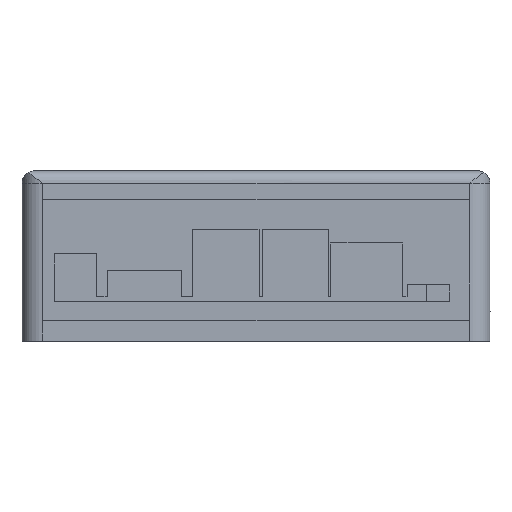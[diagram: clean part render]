
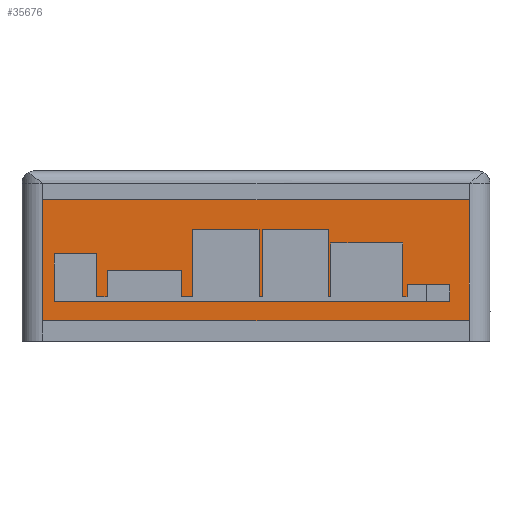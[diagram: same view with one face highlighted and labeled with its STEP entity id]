
A CAD part, front view. The second image highlights one B-rep face of the part: STEP entity #35676.
In plain terms, the highlighted planar face has unit normal (0, -1, 0).
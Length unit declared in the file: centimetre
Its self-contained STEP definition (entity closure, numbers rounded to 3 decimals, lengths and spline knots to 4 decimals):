
#73=FACE_BOUND('',#4185,.T.);
#603=PLANE('',#37447);
#2395=FACE_OUTER_BOUND('',#4184,.T.);
#4184=EDGE_LOOP('',(#25707,#25708,#25709,#25710));
#4185=EDGE_LOOP('',(#25711,#25712,#25713,#25714,#25715,#25716,#25717,#25718,
#25719,#25720,#25721,#25722,#25723,#25724,#25725,#25726,#25727,#25728,#25729,
#25730,#25731,#25732,#25733,#25734));
#6795=LINE('',#48945,#11868);
#6800=LINE('',#48954,#11873);
#6803=LINE('',#48961,#11876);
#6805=LINE('',#48965,#11878);
#6806=LINE('',#48969,#11879);
#6807=LINE('',#48971,#11880);
#6808=LINE('',#48973,#11881);
#6809=LINE('',#48975,#11882);
#6810=LINE('',#48977,#11883);
#6811=LINE('',#48979,#11884);
#6812=LINE('',#48981,#11885);
#6813=LINE('',#48983,#11886);
#6814=LINE('',#48985,#11887);
#6815=LINE('',#48987,#11888);
#6816=LINE('',#48989,#11889);
#6817=LINE('',#48991,#11890);
#6818=LINE('',#48993,#11891);
#6819=LINE('',#48995,#11892);
#6820=LINE('',#48997,#11893);
#6821=LINE('',#48999,#11894);
#6822=LINE('',#49001,#11895);
#6823=LINE('',#49003,#11896);
#6824=LINE('',#49005,#11897);
#6825=LINE('',#49007,#11898);
#6826=LINE('',#49009,#11899);
#6827=LINE('',#49011,#11900);
#6828=LINE('',#49013,#11901);
#6829=LINE('',#49014,#11902);
#11868=VECTOR('',#39733,1.);
#11873=VECTOR('',#39740,1.);
#11876=VECTOR('',#39745,1.);
#11878=VECTOR('',#39751,1.);
#11879=VECTOR('',#39754,1.);
#11880=VECTOR('',#39755,1.);
#11881=VECTOR('',#39756,1.);
#11882=VECTOR('',#39757,1.);
#11883=VECTOR('',#39758,1.);
#11884=VECTOR('',#39759,1.);
#11885=VECTOR('',#39760,1.);
#11886=VECTOR('',#39761,1.);
#11887=VECTOR('',#39762,1.);
#11888=VECTOR('',#39763,1.);
#11889=VECTOR('',#39764,1.);
#11890=VECTOR('',#39765,1.);
#11891=VECTOR('',#39766,1.);
#11892=VECTOR('',#39767,1.);
#11893=VECTOR('',#39768,1.);
#11894=VECTOR('',#39769,1.);
#11895=VECTOR('',#39770,1.);
#11896=VECTOR('',#39771,1.);
#11897=VECTOR('',#39772,1.);
#11898=VECTOR('',#39773,1.);
#11899=VECTOR('',#39774,1.);
#11900=VECTOR('',#39775,1.);
#11901=VECTOR('',#39776,1.);
#11902=VECTOR('',#39777,1.);
#16956=VERTEX_POINT('',#48942);
#16957=VERTEX_POINT('',#48944);
#16960=VERTEX_POINT('',#48952);
#16963=VERTEX_POINT('',#48959);
#16964=VERTEX_POINT('',#48967);
#16965=VERTEX_POINT('',#48968);
#16966=VERTEX_POINT('',#48970);
#16967=VERTEX_POINT('',#48972);
#16968=VERTEX_POINT('',#48974);
#16969=VERTEX_POINT('',#48976);
#16970=VERTEX_POINT('',#48978);
#16971=VERTEX_POINT('',#48980);
#16972=VERTEX_POINT('',#48982);
#16973=VERTEX_POINT('',#48984);
#16974=VERTEX_POINT('',#48986);
#16975=VERTEX_POINT('',#48988);
#16976=VERTEX_POINT('',#48990);
#16977=VERTEX_POINT('',#48992);
#16978=VERTEX_POINT('',#48994);
#16979=VERTEX_POINT('',#48996);
#16980=VERTEX_POINT('',#48998);
#16981=VERTEX_POINT('',#49000);
#16982=VERTEX_POINT('',#49002);
#16983=VERTEX_POINT('',#49004);
#16984=VERTEX_POINT('',#49006);
#16985=VERTEX_POINT('',#49008);
#16986=VERTEX_POINT('',#49010);
#16987=VERTEX_POINT('',#49012);
#20442=EDGE_CURVE('',#16956,#16957,#6795,.T.);
#20447=EDGE_CURVE('',#16960,#16956,#6800,.T.);
#20450=EDGE_CURVE('',#16963,#16960,#6803,.T.);
#20453=EDGE_CURVE('',#16957,#16963,#6805,.T.);
#20454=EDGE_CURVE('',#16964,#16965,#6806,.T.);
#20455=EDGE_CURVE('',#16966,#16964,#6807,.T.);
#20456=EDGE_CURVE('',#16967,#16966,#6808,.T.);
#20457=EDGE_CURVE('',#16968,#16967,#6809,.T.);
#20458=EDGE_CURVE('',#16969,#16968,#6810,.T.);
#20459=EDGE_CURVE('',#16970,#16969,#6811,.T.);
#20460=EDGE_CURVE('',#16971,#16970,#6812,.T.);
#20461=EDGE_CURVE('',#16972,#16971,#6813,.T.);
#20462=EDGE_CURVE('',#16973,#16972,#6814,.T.);
#20463=EDGE_CURVE('',#16974,#16973,#6815,.T.);
#20464=EDGE_CURVE('',#16975,#16974,#6816,.T.);
#20465=EDGE_CURVE('',#16976,#16975,#6817,.T.);
#20466=EDGE_CURVE('',#16977,#16976,#6818,.T.);
#20467=EDGE_CURVE('',#16978,#16977,#6819,.T.);
#20468=EDGE_CURVE('',#16979,#16978,#6820,.T.);
#20469=EDGE_CURVE('',#16980,#16979,#6821,.T.);
#20470=EDGE_CURVE('',#16981,#16980,#6822,.T.);
#20471=EDGE_CURVE('',#16982,#16981,#6823,.T.);
#20472=EDGE_CURVE('',#16983,#16982,#6824,.T.);
#20473=EDGE_CURVE('',#16984,#16983,#6825,.T.);
#20474=EDGE_CURVE('',#16985,#16984,#6826,.T.);
#20475=EDGE_CURVE('',#16986,#16985,#6827,.T.);
#20476=EDGE_CURVE('',#16987,#16986,#6828,.T.);
#20477=EDGE_CURVE('',#16965,#16987,#6829,.T.);
#25707=ORIENTED_EDGE('',*,*,#20453,.F.);
#25708=ORIENTED_EDGE('',*,*,#20442,.F.);
#25709=ORIENTED_EDGE('',*,*,#20447,.F.);
#25710=ORIENTED_EDGE('',*,*,#20450,.F.);
#25711=ORIENTED_EDGE('',*,*,#20454,.F.);
#25712=ORIENTED_EDGE('',*,*,#20455,.F.);
#25713=ORIENTED_EDGE('',*,*,#20456,.F.);
#25714=ORIENTED_EDGE('',*,*,#20457,.F.);
#25715=ORIENTED_EDGE('',*,*,#20458,.F.);
#25716=ORIENTED_EDGE('',*,*,#20459,.F.);
#25717=ORIENTED_EDGE('',*,*,#20460,.F.);
#25718=ORIENTED_EDGE('',*,*,#20461,.F.);
#25719=ORIENTED_EDGE('',*,*,#20462,.F.);
#25720=ORIENTED_EDGE('',*,*,#20463,.F.);
#25721=ORIENTED_EDGE('',*,*,#20464,.F.);
#25722=ORIENTED_EDGE('',*,*,#20465,.F.);
#25723=ORIENTED_EDGE('',*,*,#20466,.F.);
#25724=ORIENTED_EDGE('',*,*,#20467,.F.);
#25725=ORIENTED_EDGE('',*,*,#20468,.F.);
#25726=ORIENTED_EDGE('',*,*,#20469,.F.);
#25727=ORIENTED_EDGE('',*,*,#20470,.F.);
#25728=ORIENTED_EDGE('',*,*,#20471,.F.);
#25729=ORIENTED_EDGE('',*,*,#20472,.F.);
#25730=ORIENTED_EDGE('',*,*,#20473,.F.);
#25731=ORIENTED_EDGE('',*,*,#20474,.F.);
#25732=ORIENTED_EDGE('',*,*,#20475,.F.);
#25733=ORIENTED_EDGE('',*,*,#20476,.F.);
#25734=ORIENTED_EDGE('',*,*,#20477,.F.);
#35676=ADVANCED_FACE('',(#2395,#73),#603,.F.);
#37447=AXIS2_PLACEMENT_3D('',#48966,#39752,#39753);
#39733=DIRECTION('',(-1.,0.,0.));
#39740=DIRECTION('',(0.,0.,-1.));
#39745=DIRECTION('',(1.,0.,0.));
#39751=DIRECTION('',(0.,0.,1.));
#39752=DIRECTION('center_axis',(0.,1.,0.));
#39753=DIRECTION('ref_axis',(0.,0.,1.));
#39754=DIRECTION('',(1.,0.,0.));
#39755=DIRECTION('',(0.,0.,-1.));
#39756=DIRECTION('',(-1.,0.,-0.008));
#39757=DIRECTION('',(0.,0.,1.));
#39758=DIRECTION('',(-1.,0.,0.));
#39759=DIRECTION('',(0.,0.,-1.));
#39760=DIRECTION('',(-1.,0.,0.));
#39761=DIRECTION('',(0.,0.,1.));
#39762=DIRECTION('',(-1.,0.,0.));
#39763=DIRECTION('',(0.,0.,-1.));
#39764=DIRECTION('',(-1.,0.,0.));
#39765=DIRECTION('',(0.,0.,1.));
#39766=DIRECTION('',(-1.,0.,0.));
#39767=DIRECTION('',(0.,0.,-1.));
#39768=DIRECTION('',(-1.,0.,0.));
#39769=DIRECTION('',(0.,0.,1.));
#39770=DIRECTION('',(-1.,0.,0.));
#39771=DIRECTION('',(0.,0.,-1.));
#39772=DIRECTION('',(-1.,0.,0.));
#39773=DIRECTION('',(0.,0.,1.));
#39774=DIRECTION('',(-1.,0.,0.));
#39775=DIRECTION('',(0.,0.,-1.));
#39776=DIRECTION('',(-1.,0.,0.));
#39777=DIRECTION('',(0.,0.,1.));
#48942=CARTESIAN_POINT('',(10.3191,-0.4,0.5));
#48944=CARTESIAN_POINT('',(-0.0807,-0.4,0.5));
#48945=CARTESIAN_POINT('',(-0.0807,-0.4,0.5));
#48952=CARTESIAN_POINT('',(10.3191,-0.4,3.45));
#48954=CARTESIAN_POINT('',(10.3191,-0.4,0.5));
#48959=CARTESIAN_POINT('',(-0.0807,-0.4,3.45));
#48961=CARTESIAN_POINT('',(-0.0807,-0.4,3.45));
#48965=CARTESIAN_POINT('',(-0.0807,-0.4,3.45));
#48966=CARTESIAN_POINT('Origin',(5.1192,-0.4,1.975));
#48967=CARTESIAN_POINT('',(0.2054,-0.4,0.967));
#48968=CARTESIAN_POINT('',(9.835,-0.4,0.967));
#48969=CARTESIAN_POINT('',(2.6623,-0.4,0.967));
#48970=CARTESIAN_POINT('',(0.2054,-0.4,2.1269));
#48971=CARTESIAN_POINT('',(0.2054,-0.4,2.051));
#48972=CARTESIAN_POINT('',(1.235,-0.4,2.135));
#48973=CARTESIAN_POINT('',(3.1764,-0.4,2.1503));
#48974=CARTESIAN_POINT('',(1.235,-0.4,1.0766));
#48975=CARTESIAN_POINT('',(1.235,-0.4,1.5258));
#48976=CARTESIAN_POINT('',(1.4935,-0.4,1.0766));
#48977=CARTESIAN_POINT('',(3.3064,-0.4,1.0766));
#48978=CARTESIAN_POINT('',(1.4935,-0.4,1.7156));
#48979=CARTESIAN_POINT('',(1.4935,-0.4,1.8453));
#48980=CARTESIAN_POINT('',(3.2984,-0.4,1.7156));
#48981=CARTESIAN_POINT('',(4.2088,-0.4,1.7156));
#48982=CARTESIAN_POINT('',(3.2984,-0.4,1.077));
#48983=CARTESIAN_POINT('',(3.2984,-0.4,1.526));
#48984=CARTESIAN_POINT('',(3.5675,-0.4,1.077));
#48985=CARTESIAN_POINT('',(4.3434,-0.4,1.077));
#48986=CARTESIAN_POINT('',(3.5675,-0.4,2.7187));
#48987=CARTESIAN_POINT('',(3.5675,-0.4,2.3468));
#48988=CARTESIAN_POINT('',(5.1925,-0.4,2.7187));
#48989=CARTESIAN_POINT('',(5.1559,-0.4,2.7187));
#48990=CARTESIAN_POINT('',(5.1925,-0.4,1.077));
#48991=CARTESIAN_POINT('',(5.1925,-0.4,1.526));
#48992=CARTESIAN_POINT('',(5.2675,-0.4,1.077));
#48993=CARTESIAN_POINT('',(5.1934,-0.4,1.077));
#48994=CARTESIAN_POINT('',(5.2675,-0.4,2.7186));
#48995=CARTESIAN_POINT('',(5.2675,-0.4,2.3468));
#48996=CARTESIAN_POINT('',(6.8926,-0.4,2.7186));
#48997=CARTESIAN_POINT('',(6.0059,-0.4,2.7186));
#48998=CARTESIAN_POINT('',(6.8926,-0.4,1.0769));
#48999=CARTESIAN_POINT('',(6.8926,-0.4,1.526));
#49000=CARTESIAN_POINT('',(6.9423,-0.4,1.0769));
#49001=CARTESIAN_POINT('',(6.0307,-0.4,1.0769));
#49002=CARTESIAN_POINT('',(6.9423,-0.4,2.392));
#49003=CARTESIAN_POINT('',(6.9423,-0.4,2.1835));
#49004=CARTESIAN_POINT('',(8.6878,-0.4,2.392));
#49005=CARTESIAN_POINT('',(6.9035,-0.4,2.392));
#49006=CARTESIAN_POINT('',(8.6878,-0.4,1.077));
#49007=CARTESIAN_POINT('',(8.6878,-0.4,1.526));
#49008=CARTESIAN_POINT('',(8.8,-0.4,1.077));
#49009=CARTESIAN_POINT('',(6.9596,-0.4,1.077));
#49010=CARTESIAN_POINT('',(8.8,-0.4,1.3777));
#49011=CARTESIAN_POINT('',(8.8,-0.4,1.6763));
#49012=CARTESIAN_POINT('',(9.835,-0.4,1.3777));
#49013=CARTESIAN_POINT('',(7.4771,-0.4,1.3777));
#49014=CARTESIAN_POINT('',(9.835,-0.4,1.471));
